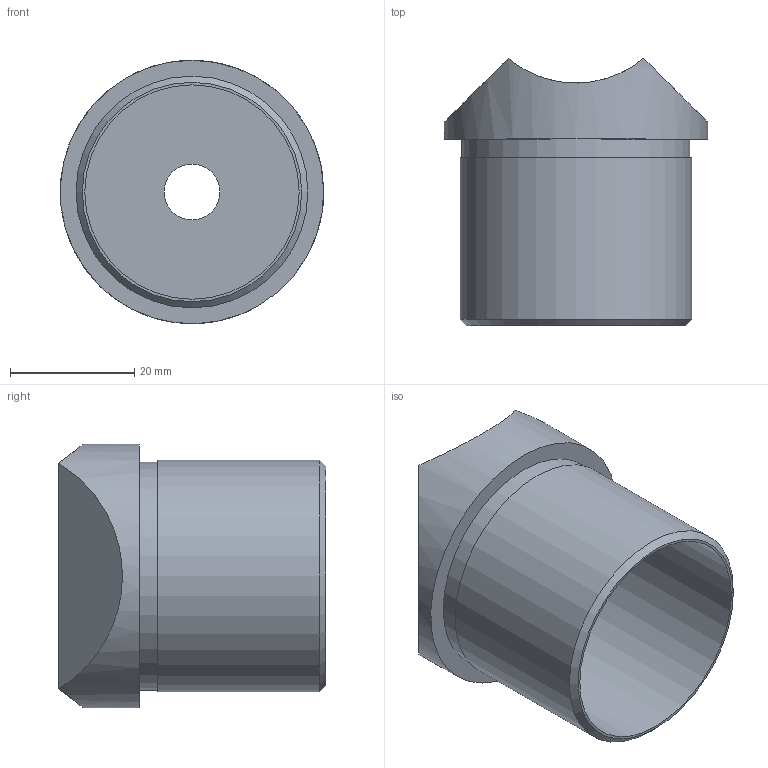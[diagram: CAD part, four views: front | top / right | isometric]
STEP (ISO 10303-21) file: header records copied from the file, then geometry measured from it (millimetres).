
FILE_DESCRIPTION (( 'STEP AP203' ), '1' );
FILE_NAME ('60213-240-25.step', '2021-11-26T09:19:33', ( '' ), ( '' ), 'SwSTEP 2.0', 'SolidWorks 2018', '' );
FILE_SCHEMA (( 'CONFIG_CONTROL_DESIGN' ));
Length unit declared in the file: millimetre
Products named in the file (2): 60213-240-25
Bounding box: 42.39 x 43 x 42.4 mm (x, y, z)
Volume: 13273.7 mm3; surface area: 11705.5 mm2
Topology: 1 solids, 1 shells, 271 faces, 714 edges, 476 vertices
Faces by surface type: plane 147, bspline 115, cylinder 8, cone 1
Full cylindrical faces by diameter (mm): 9 x1, 34.5 x1, 36.7 x1, 37.3 x1, 42.4 x1
Entity records: 14889 total; most frequent: CARTESIAN_POINT 8850, ORIENTED_EDGE 1412, DIRECTION 798, EDGE_CURVE 706, VERTEX_POINT 474, LINE 458, VECTOR 458, EDGE_LOOP 310
